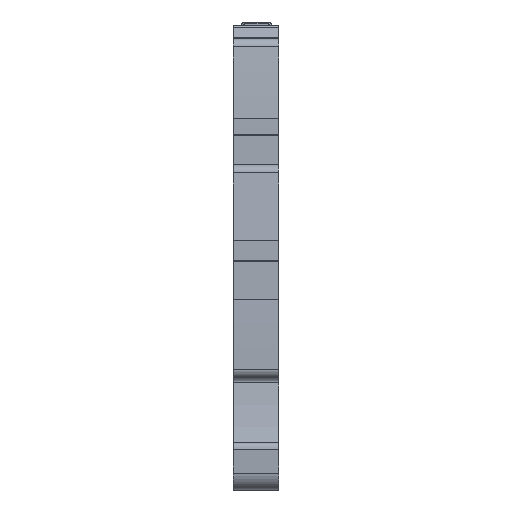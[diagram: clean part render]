
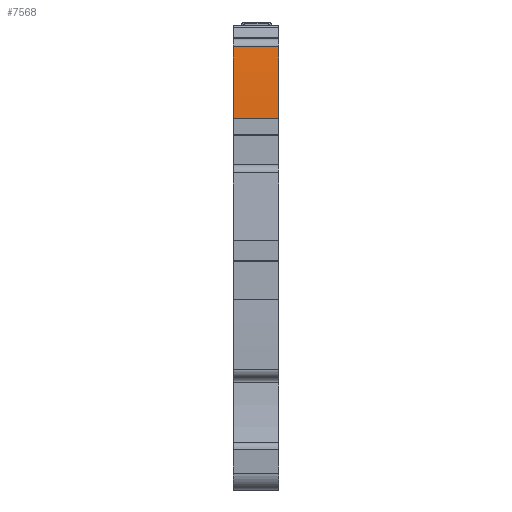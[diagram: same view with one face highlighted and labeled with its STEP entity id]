
A CAD part, front view. The second image highlights one B-rep face of the part: STEP entity #7568.
In plain terms, the highlighted cylindrical face has radius 149.2 mm (diameter 298.4 mm), a partial arc.
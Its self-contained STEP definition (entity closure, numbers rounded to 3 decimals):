
#6571=AXIS2_PLACEMENT_3D('Circle Axis2P3D',#6569,#6570,$) ;
#7548=AXIS2_PLACEMENT_3D('Cylinder Axis2P3D',#7545,#7546,#7547) ;
#7559=AXIS2_PLACEMENT_3D('Circle Axis2P3D',#7557,#7558,$) ;
#6566=CARTESIAN_POINT('Vertex',(0.,23.236,41.264)) ;
#6569=CARTESIAN_POINT('Axis2P3D Location',(0.,172.086,31.05)) ;
#6573=CARTESIAN_POINT('Vertex',(0.,24.003,49.272)) ;
#7526=CARTESIAN_POINT('Line Origine',(11.94,24.003,49.272)) ;
#7530=CARTESIAN_POINT('Vertex',(5.1,24.003,49.272)) ;
#7545=CARTESIAN_POINT('Axis2P3D Location',(2.55,172.086,31.05)) ;
#7550=CARTESIAN_POINT('Line Origine',(11.94,23.236,41.264)) ;
#7554=CARTESIAN_POINT('Vertex',(5.1,23.236,41.264)) ;
#7557=CARTESIAN_POINT('Axis2P3D Location',(5.1,172.086,31.05)) ;
#6570=DIRECTION('Axis2P3D Direction',(1.,0.,0.)) ;
#7527=DIRECTION('Vector Direction',(1.,0.,0.)) ;
#7546=DIRECTION('Axis2P3D Direction',(1.,0.,0.)) ;
#7547=DIRECTION('Axis2P3D XDirection',(0.,-0.993,0.122)) ;
#7551=DIRECTION('Vector Direction',(1.,0.,0.)) ;
#7558=DIRECTION('Axis2P3D Direction',(1.,0.,0.)) ;
#7528=VECTOR('Line Direction',#7527,1.) ;
#7552=VECTOR('Line Direction',#7551,1.) ;
#7563=ORIENTED_EDGE('',*,*,#7556,.F.) ;
#7564=ORIENTED_EDGE('',*,*,#7561,.F.) ;
#7565=ORIENTED_EDGE('',*,*,#7532,.T.) ;
#7566=ORIENTED_EDGE('',*,*,#6575,.T.) ;
#7568=ADVANCED_FACE('Hauptk\X2\00F6\X0\rper',(#7567),#7549,.T.) ;
#6572=CIRCLE('generated circle',#6571,149.2) ;
#7560=CIRCLE('generated circle',#7559,149.2) ;
#7549=CYLINDRICAL_SURFACE('generated cylinder',#7548,149.2) ;
#6575=EDGE_CURVE('',#6574,#6567,#6572,.T.) ;
#7532=EDGE_CURVE('',#7531,#6574,#7529,.F.) ;
#7556=EDGE_CURVE('',#7555,#6567,#7553,.F.) ;
#7561=EDGE_CURVE('',#7531,#7555,#7560,.T.) ;
#7562=EDGE_LOOP('',(#7563,#7564,#7565,#7566)) ;
#7567=FACE_OUTER_BOUND('',#7562,.T.) ;
#7529=LINE('Line',#7526,#7528) ;
#7553=LINE('Line',#7550,#7552) ;
#6567=VERTEX_POINT('',#6566) ;
#6574=VERTEX_POINT('',#6573) ;
#7531=VERTEX_POINT('',#7530) ;
#7555=VERTEX_POINT('',#7554) ;
